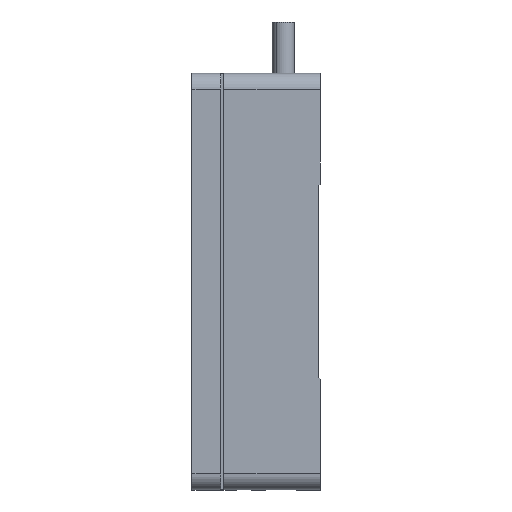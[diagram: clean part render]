
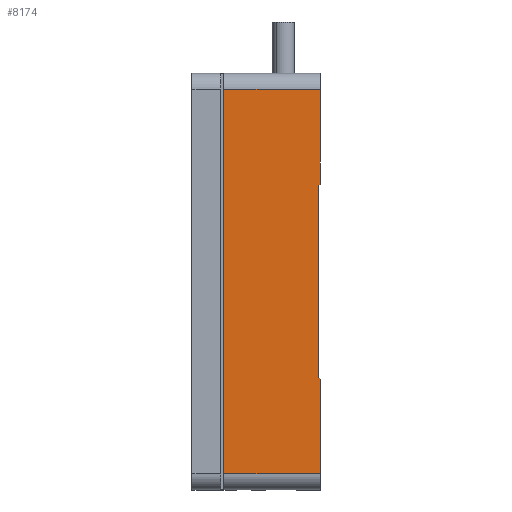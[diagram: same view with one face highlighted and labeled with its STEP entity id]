
A CAD part, left-side view. The second image highlights one B-rep face of the part: STEP entity #8174.
In plain terms, the highlighted planar face has unit normal (-1, 0, 0).
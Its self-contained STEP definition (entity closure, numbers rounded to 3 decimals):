
#209 = CARTESIAN_POINT ( 'NONE',  ( -32.5, 20., 30. ) ) ;
#457 = VERTEX_POINT ( 'NONE', #24322 ) ;
#804 = VERTEX_POINT ( 'NONE', #4292 ) ;
#874 = ORIENTED_EDGE ( 'NONE', *, *, #1791, .F. ) ;
#1023 = AXIS2_PLACEMENT_3D ( 'NONE', #16102, #10115, #23958 ) ;
#1663 = DIRECTION ( 'NONE',  ( 0., 0., 1. ) ) ;
#1791 = EDGE_CURVE ( 'NONE', #16364, #4311, #8002, .T. ) ;
#2271 = ORIENTED_EDGE ( 'NONE', *, *, #19487, .T. ) ;
#2499 = EDGE_LOOP ( 'NONE', ( #874, #6374, #17207, #2271, #4888, #15997, #22851, #16768 ) ) ;
#3091 = LINE ( 'NONE', #20722, #9203 ) ;
#3451 = EDGE_CURVE ( 'NONE', #804, #15337, #22857, .T. ) ;
#3565 = CARTESIAN_POINT ( 'NONE',  ( -32.5, 5., -32.5 ) ) ;
#4289 = DIRECTION ( 'NONE',  ( 0., 1., 0. ) ) ;
#4292 = CARTESIAN_POINT ( 'NONE',  ( -32.5, 5., -30. ) ) ;
#4311 = VERTEX_POINT ( 'NONE', #6931 ) ;
#4457 = CARTESIAN_POINT ( 'NONE',  ( -32.5, 20., -30. ) ) ;
#4568 = LINE ( 'NONE', #15654, #8595 ) ;
#4888 = ORIENTED_EDGE ( 'NONE', *, *, #13666, .F. ) ;
#6255 = CARTESIAN_POINT ( 'NONE',  ( -32.5, 20., -32.5 ) ) ;
#6374 = ORIENTED_EDGE ( 'NONE', *, *, #22134, .T. ) ;
#6931 = CARTESIAN_POINT ( 'NONE',  ( -32.5, 5.2, -15. ) ) ;
#7219 = CARTESIAN_POINT ( 'NONE',  ( -32.5, 20., -30. ) ) ;
#7572 = VECTOR ( 'NONE', #4289, 1000. ) ;
#8002 = LINE ( 'NONE', #15538, #22942 ) ;
#8174 = ADVANCED_FACE ( 'NONE', ( #13803 ), #10496, .F. ) ;
#8595 = VECTOR ( 'NONE', #10299, 1000. ) ;
#9203 = VECTOR ( 'NONE', #17115, 1000. ) ;
#9208 = EDGE_CURVE ( 'NONE', #15337, #4311, #3091, .T. ) ;
#10115 = DIRECTION ( 'NONE',  ( 1., 0., 0. ) ) ;
#10230 = VERTEX_POINT ( 'NONE', #25307 ) ;
#10299 = DIRECTION ( 'NONE',  ( 0., -0.707, 0.707 ) ) ;
#10496 = PLANE ( 'NONE',  #1023 ) ;
#12024 = CARTESIAN_POINT ( 'NONE',  ( -32.5, 5., -15.2 ) ) ;
#12644 = EDGE_CURVE ( 'NONE', #10230, #457, #18993, .T. ) ;
#13666 = EDGE_CURVE ( 'NONE', #21773, #24962, #21807, .T. ) ;
#13803 = FACE_OUTER_BOUND ( 'NONE', #2499, .T. ) ;
#13890 = DIRECTION ( 'NONE',  ( 0., 0., 1. ) ) ;
#13927 = CARTESIAN_POINT ( 'NONE',  ( -32.5, 20., 30. ) ) ;
#15337 = VERTEX_POINT ( 'NONE', #12024 ) ;
#15538 = CARTESIAN_POINT ( 'NONE',  ( -32.5, 5.2, 15. ) ) ;
#15654 = CARTESIAN_POINT ( 'NONE',  ( -32.5, 5.2, 15. ) ) ;
#15997 = ORIENTED_EDGE ( 'NONE', *, *, #20230, .T. ) ;
#16102 = CARTESIAN_POINT ( 'NONE',  ( -32.5, 20., -32.5 ) ) ;
#16364 = VERTEX_POINT ( 'NONE', #22826 ) ;
#16768 = ORIENTED_EDGE ( 'NONE', *, *, #9208, .T. ) ;
#17115 = DIRECTION ( 'NONE',  ( 0., 0.707, 0.707 ) ) ;
#17207 = ORIENTED_EDGE ( 'NONE', *, *, #12644, .T. ) ;
#18993 = LINE ( 'NONE', #20520, #21827 ) ;
#19487 = EDGE_CURVE ( 'NONE', #457, #24962, #21784, .T. ) ;
#19751 = DIRECTION ( 'NONE',  ( 0., 0., -1. ) ) ;
#20230 = EDGE_CURVE ( 'NONE', #21773, #804, #21154, .T. ) ;
#20520 = CARTESIAN_POINT ( 'NONE',  ( -32.5, 5., -32.5 ) ) ;
#20722 = CARTESIAN_POINT ( 'NONE',  ( -32.5, 5.2, -15. ) ) ;
#21154 = LINE ( 'NONE', #7219, #21546 ) ;
#21546 = VECTOR ( 'NONE', #22936, 1000. ) ;
#21773 = VERTEX_POINT ( 'NONE', #4457 ) ;
#21784 = LINE ( 'NONE', #209, #7572 ) ;
#21807 = LINE ( 'NONE', #6255, #23599 ) ;
#21827 = VECTOR ( 'NONE', #22566, 1000. ) ;
#22134 = EDGE_CURVE ( 'NONE', #16364, #10230, #4568, .T. ) ;
#22566 = DIRECTION ( 'NONE',  ( 0., 0., 1. ) ) ;
#22826 = CARTESIAN_POINT ( 'NONE',  ( -32.5, 5.2, 15. ) ) ;
#22851 = ORIENTED_EDGE ( 'NONE', *, *, #3451, .T. ) ;
#22857 = LINE ( 'NONE', #3565, #24326 ) ;
#22936 = DIRECTION ( 'NONE',  ( 0., -1., 0. ) ) ;
#22942 = VECTOR ( 'NONE', #19751, 1000. ) ;
#23599 = VECTOR ( 'NONE', #13890, 1000. ) ;
#23958 = DIRECTION ( 'NONE',  ( 0., 0., -1. ) ) ;
#24322 = CARTESIAN_POINT ( 'NONE',  ( -32.5, 5., 30. ) ) ;
#24326 = VECTOR ( 'NONE', #1663, 1000. ) ;
#24962 = VERTEX_POINT ( 'NONE', #13927 ) ;
#25307 = CARTESIAN_POINT ( 'NONE',  ( -32.5, 5., 15.2 ) ) ;
